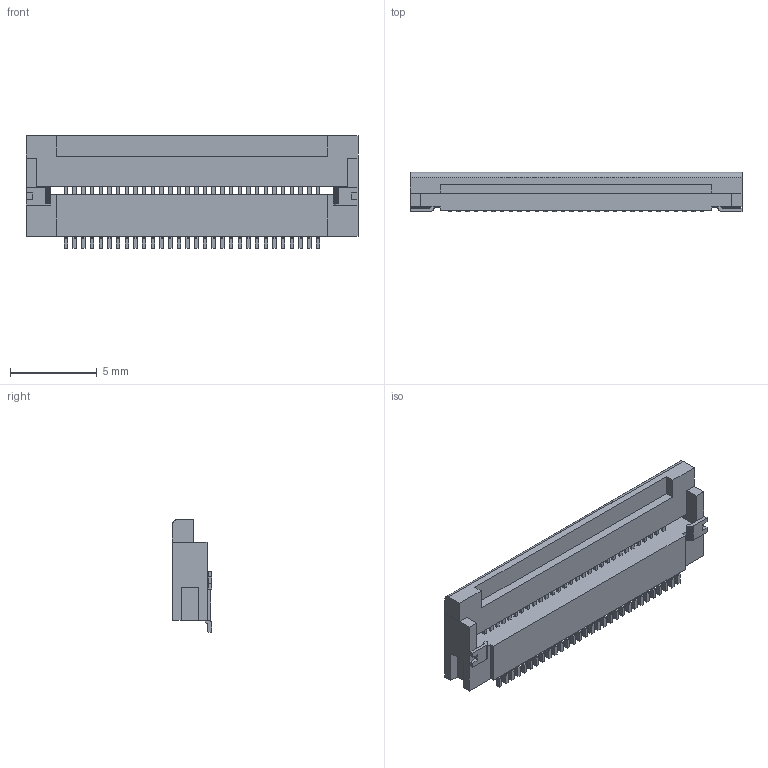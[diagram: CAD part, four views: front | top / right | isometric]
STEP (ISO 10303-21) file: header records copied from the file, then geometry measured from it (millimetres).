
FILE_DESCRIPTION(('STEP AP214'),'1');
FILE_NAME('ffc_fpc_affc25-30-050-shb-t.stp','2014-08-21T15:06:02',('TraceParts'),('TraceParts S.A.'),'XStep 1.0',' ',' ');
FILE_SCHEMA(('automotive_design'));
Length unit declared in the file: millimetre
Products named in the file (2): 1; 2
Bounding box: 19.1 x 2.25 x 6.5 mm (x, y, z)
Volume: 143.4 mm3; surface area: 432 mm2
Topology: 2 solids, 2 shells, 1040 faces, 2922 edges, 1948 vertices
Faces by surface type: plane 910, cylinder 130
Entity records: 65767 total; most frequent: CARTESIAN_POINT 5912, STYLED_ITEM 5910, PRESENTATION_STYLE_ASSIGNMENT 5910, COLOUR_RGB 5910, ORIENTED_EDGE 5844, DIRECTION 5266, EDGE_CURVE 2922, CURVE_STYLE 2922
